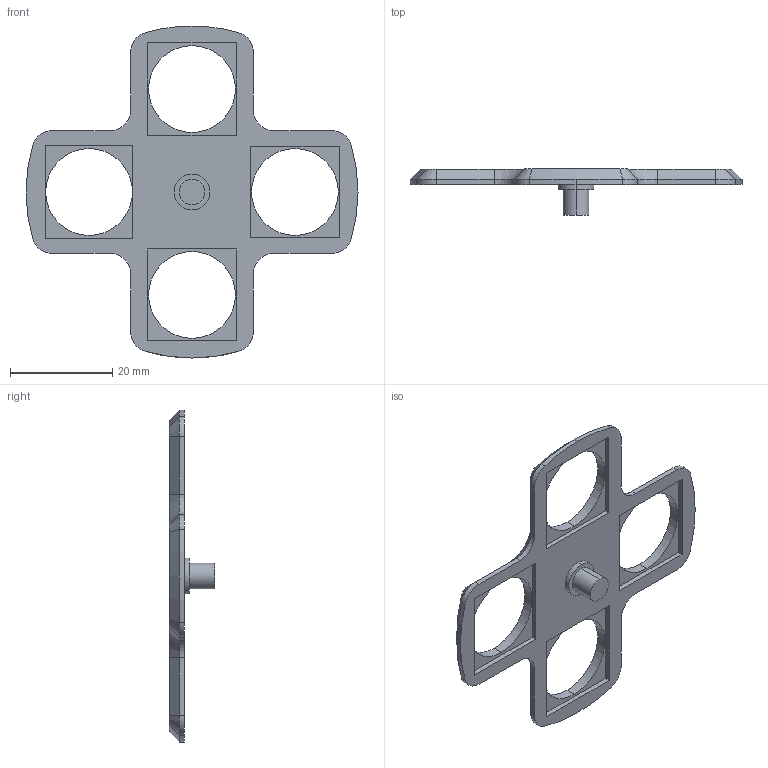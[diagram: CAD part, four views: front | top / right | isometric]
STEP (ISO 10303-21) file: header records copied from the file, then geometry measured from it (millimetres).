
FILE_DESCRIPTION (( 'STEP AP203' ), '1' );
FILE_NAME ('LightFilter_Arm_Cross2.STEP', '2018-03-11T19:13:24', ( '' ), ( '' ), 'SwSTEP 2.0', 'SolidWorks 2014', '' );
FILE_SCHEMA (( 'CONFIG_CONTROL_DESIGN' ));
Length unit declared in the file: millimetre
Products named in the file (1): LightFilter_Arm_Cross2
Bounding box: 65 x 9 x 65 mm (x, y, z)
Volume: 4032.5 mm3; surface area: 4358.2 mm2
Topology: 1 solids, 1 shells, 86 faces, 210 edges, 132 vertices
Faces by surface type: plane 40, cylinder 29, cone 17
Entity records: 2611 total; most frequent: DIRECTION 460, CARTESIAN_POINT 429, ORIENTED_EDGE 420, EDGE_CURVE 210, AXIS2_PLACEMENT_3D 163, VECTOR 134, LINE 134, VERTEX_POINT 132
